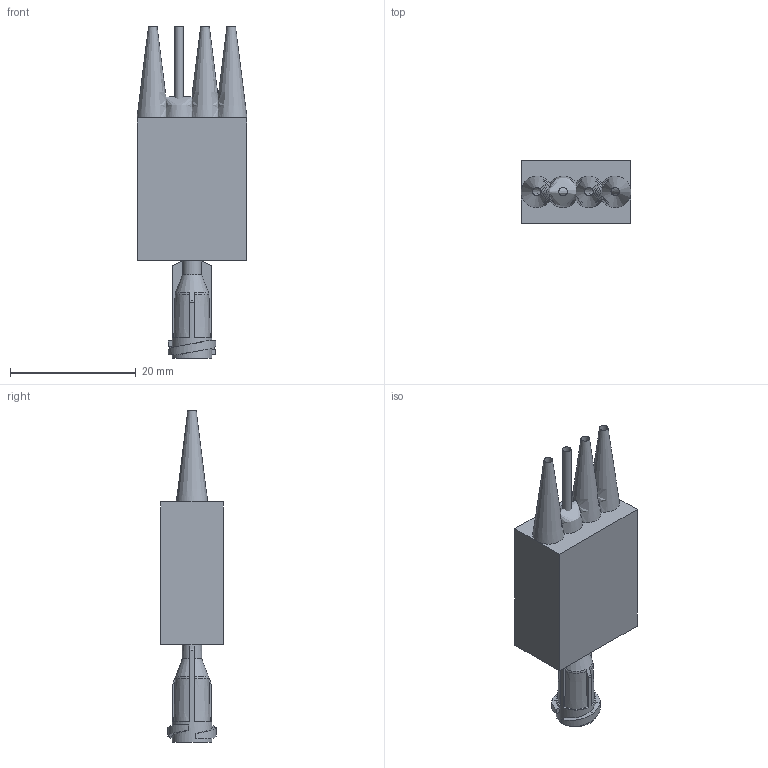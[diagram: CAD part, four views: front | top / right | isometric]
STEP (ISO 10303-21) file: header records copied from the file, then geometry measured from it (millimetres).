
FILE_DESCRIPTION(/* description */ (''),/* implementation_level */ '2;1');
FILE_NAME(/* name */ '4OutletYSplit.step',/* time_stamp */ '2025-09-10T09:15:11+03:00',/* author */ (''),/* organization */ (''),/* preprocessor_version */ 'ST-DEVELOPER v20.1',/* originating_system */ 'Autodesk Translation Framework v14.10.0.0',/* authorisation */ '');
FILE_SCHEMA (('AUTOMOTIVE_DESIGN { 1 0 10303 214 3 1 1 }'));
Length unit declared in the file: millimetre
Products named in the file (2): 4 Outlet Y split; Top Part of 15 degree Y split 4 outlet v1
Assembly tree (1 placements, depth 2):
  4 Outlet Y split
    Top Part of 15 degree Y split 4 outlet v1
Bounding box: 17.45 x 10 x 52.7 mm (x, y, z)
Volume: 4505.2 mm3; surface area: 3062.7 mm2
Topology: 1 solids, 1 shells, 83 faces, 235 edges, 149 vertices
Faces by surface type: plane 36, cone 15, bspline 15, cylinder 9, torus 8
Full cylindrical faces by diameter (mm): 1.35 x5, 3.1 x1, 6.3 x1
Entity records: 3253 total; most frequent: CARTESIAN_POINT 1149, ORIENTED_EDGE 470, DIRECTION 412, EDGE_CURVE 235, AXIS2_PLACEMENT_3D 169, VERTEX_POINT 149, CIRCLE 95, EDGE_LOOP 86
